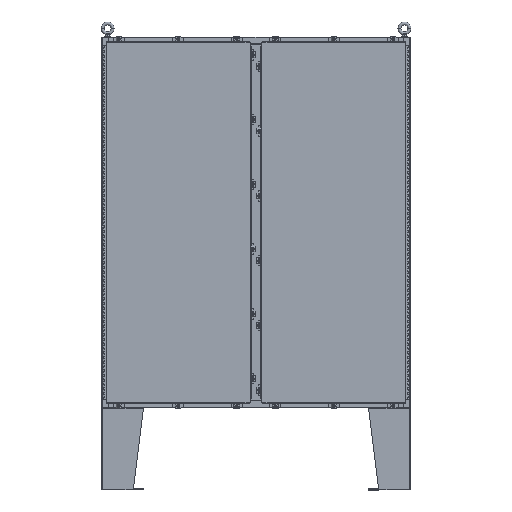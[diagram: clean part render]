
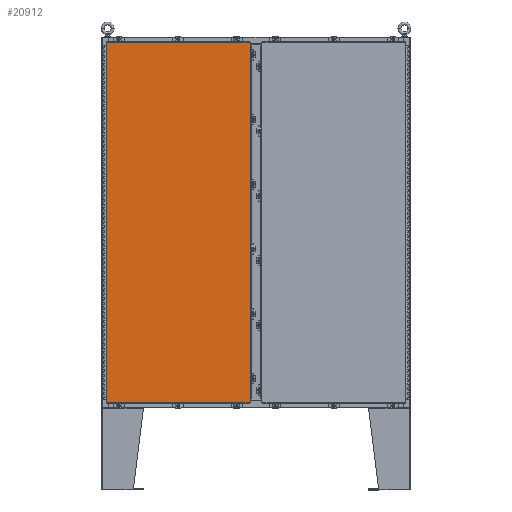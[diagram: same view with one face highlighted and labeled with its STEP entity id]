
A CAD part, top view. The second image highlights one B-rep face of the part: STEP entity #20912.
In plain terms, the highlighted planar face has unit normal (0, 0, 1).
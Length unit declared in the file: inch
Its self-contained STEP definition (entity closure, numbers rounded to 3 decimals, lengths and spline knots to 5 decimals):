
#2617 = EDGE_LOOP ( 'NONE', ( #4711, #12112, #33565, #37474 ) ) ;
#4711 = ORIENTED_EDGE ( 'NONE', *, *, #34530, .T. ) ;
#5405 = DIRECTION ( 'NONE',  ( 0., -1., 0. ) ) ;
#5675 = CARTESIAN_POINT ( 'NONE',  ( -13.9178, 35.0182, 0. ) ) ;
#6441 = EDGE_CURVE ( 'NONE', #32751, #47695, #10528, .T. ) ;
#6737 = AXIS2_PLACEMENT_3D ( 'NONE', #74888, #73048, #72983 ) ;
#9061 = LINE ( 'NONE', #34185, #70552 ) ;
#10528 = LINE ( 'NONE', #13371, #24562 ) ;
#11355 = LINE ( 'NONE', #5675, #69087 ) ;
#12112 = ORIENTED_EDGE ( 'NONE', *, *, #6441, .T. ) ;
#13029 = DIRECTION ( 'NONE',  ( 0., 1., 0. ) ) ;
#13371 = CARTESIAN_POINT ( 'NONE',  ( 13.9178, -35.0182, 0. ) ) ;
#15053 = VERTEX_POINT ( 'NONE', #15667 ) ;
#15667 = CARTESIAN_POINT ( 'NONE',  ( -13.9178, 35.0182, 0. ) ) ;
#20912 = ADVANCED_FACE ( 'NONE', ( #76874 ), #73141, .F. ) ;
#22822 = VECTOR ( 'NONE', #76311, 39.37008 ) ;
#24562 = VECTOR ( 'NONE', #13029, 39.37008 ) ;
#32751 = VERTEX_POINT ( 'NONE', #49796 ) ;
#33565 = ORIENTED_EDGE ( 'NONE', *, *, #76162, .T. ) ;
#34185 = CARTESIAN_POINT ( 'NONE',  ( 13.9178, 35.0182, 0. ) ) ;
#34530 = EDGE_CURVE ( 'NONE', #73518, #32751, #68418, .T. ) ;
#37474 = ORIENTED_EDGE ( 'NONE', *, *, #48427, .T. ) ;
#40802 = CARTESIAN_POINT ( 'NONE',  ( -13.9178, -35.0182, 0. ) ) ;
#44374 = CARTESIAN_POINT ( 'NONE',  ( -13.9178, -35.0182, 0. ) ) ;
#47695 = VERTEX_POINT ( 'NONE', #64742 ) ;
#48427 = EDGE_CURVE ( 'NONE', #15053, #73518, #11355, .T. ) ;
#49796 = CARTESIAN_POINT ( 'NONE',  ( 13.9178, -35.0182, 0. ) ) ;
#64742 = CARTESIAN_POINT ( 'NONE',  ( 13.9178, 35.0182, 0. ) ) ;
#68418 = LINE ( 'NONE', #40802, #22822 ) ;
#69087 = VECTOR ( 'NONE', #5405, 39.37008 ) ;
#69767 = DIRECTION ( 'NONE',  ( -1., 0., 0. ) ) ;
#70552 = VECTOR ( 'NONE', #69767, 39.37008 ) ;
#72983 = DIRECTION ( 'NONE',  ( -1., 0., 0. ) ) ;
#73048 = DIRECTION ( 'NONE',  ( 0., 0., -1. ) ) ;
#73141 = PLANE ( 'NONE',  #6737 ) ;
#73518 = VERTEX_POINT ( 'NONE', #44374 ) ;
#74888 = CARTESIAN_POINT ( 'NONE',  ( 0., 0., 0. ) ) ;
#76162 = EDGE_CURVE ( 'NONE', #47695, #15053, #9061, .T. ) ;
#76311 = DIRECTION ( 'NONE',  ( 1., 0., 0. ) ) ;
#76874 = FACE_OUTER_BOUND ( 'NONE', #2617, .T. ) ;
